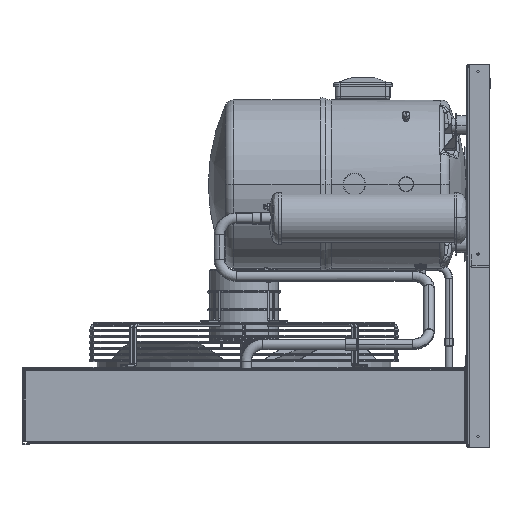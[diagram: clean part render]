
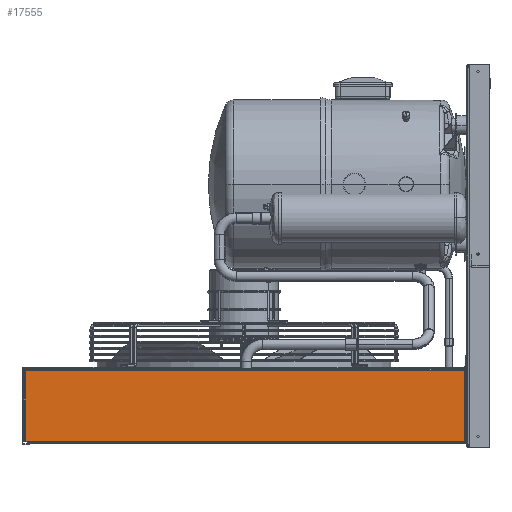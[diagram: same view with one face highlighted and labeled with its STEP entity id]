
A CAD part, left-side view. The second image highlights one B-rep face of the part: STEP entity #17555.
In plain terms, the highlighted face is planar.
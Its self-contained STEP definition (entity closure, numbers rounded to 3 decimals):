
#4196 = DIRECTION ( 'NONE',  ( 0., 1., 0. ) ) ;
#5759 = VECTOR ( 'NONE', #63512, 1000. ) ;
#5981 = ORIENTED_EDGE ( 'NONE', *, *, #38853, .T. ) ;
#11184 = LINE ( 'NONE', #98325, #5759 ) ;
#11815 = DIRECTION ( 'NONE',  ( -1., 0., 0. ) ) ;
#15920 = VECTOR ( 'NONE', #17860, 1000. ) ;
#16586 = VECTOR ( 'NONE', #105637, 1000. ) ;
#17555 = ADVANCED_FACE ( 'NONE', ( #68765 ), #66677, .T. ) ;
#17860 = DIRECTION ( 'NONE',  ( -1., 0., 0. ) ) ;
#20190 = CARTESIAN_POINT ( 'NONE',  ( 0., 448.2, 0. ) ) ;
#21127 = EDGE_CURVE ( 'NONE', #82642, #50080, #105818, .T. ) ;
#22019 = LINE ( 'NONE', #20190, #88150 ) ;
#34031 = AXIS2_PLACEMENT_3D ( 'NONE', #75405, #92736, #41064 ) ;
#34217 = CARTESIAN_POINT ( 'NONE',  ( -73.5, 448.2, 0. ) ) ;
#35187 = ORIENTED_EDGE ( 'NONE', *, *, #21127, .T. ) ;
#38853 = EDGE_CURVE ( 'NONE', #50080, #75516, #22019, .T. ) ;
#41064 = DIRECTION ( 'NONE',  ( 1., 0., 0. ) ) ;
#41490 = EDGE_CURVE ( 'NONE', #75516, #47896, #48294, .T. ) ;
#43199 = CARTESIAN_POINT ( 'NONE',  ( -73.5, 458.4, 0. ) ) ;
#44861 = CARTESIAN_POINT ( 'NONE',  ( -73.5, 0., 0. ) ) ;
#45478 = CARTESIAN_POINT ( 'NONE',  ( -74.4, 448.2, 0. ) ) ;
#47896 = VERTEX_POINT ( 'NONE', #65718 ) ;
#48294 = LINE ( 'NONE', #45478, #91455 ) ;
#50080 = VERTEX_POINT ( 'NONE', #34217 ) ;
#50425 = EDGE_CURVE ( 'NONE', #78413, #72359, #108625, .T. ) ;
#54175 = DIRECTION ( 'NONE',  ( 0., -1., 0. ) ) ;
#57788 = CARTESIAN_POINT ( 'NONE',  ( -74.4, 448.2, 0. ) ) ;
#63512 = DIRECTION ( 'NONE',  ( -1., 0., 0. ) ) ;
#63922 = ORIENTED_EDGE ( 'NONE', *, *, #41490, .T. ) ;
#64418 = ORIENTED_EDGE ( 'NONE', *, *, #92354, .T. ) ;
#65718 = CARTESIAN_POINT ( 'NONE',  ( -74.4, -458.4, 0. ) ) ;
#66677 = PLANE ( 'NONE',  #34031 ) ;
#68765 = FACE_OUTER_BOUND ( 'NONE', #76135, .T. ) ;
#72359 = VERTEX_POINT ( 'NONE', #78965 ) ;
#73057 = ORIENTED_EDGE ( 'NONE', *, *, #50425, .T. ) ;
#73754 = CARTESIAN_POINT ( 'NONE',  ( 74.4, -462., 0. ) ) ;
#75405 = CARTESIAN_POINT ( 'NONE',  ( 0., 0., 0. ) ) ;
#75516 = VERTEX_POINT ( 'NONE', #57788 ) ;
#76135 = EDGE_LOOP ( 'NONE', ( #73057, #64418, #35187, #5981, #63922, #109659 ) ) ;
#78030 = EDGE_CURVE ( 'NONE', #78413, #47896, #84781, .T. ) ;
#78269 = CARTESIAN_POINT ( 'NONE',  ( 74.4, -458.4, 0. ) ) ;
#78413 = VERTEX_POINT ( 'NONE', #92131 ) ;
#78965 = CARTESIAN_POINT ( 'NONE',  ( 74.4, 458.4, 0. ) ) ;
#82642 = VERTEX_POINT ( 'NONE', #43199 ) ;
#84781 = LINE ( 'NONE', #78269, #15920 ) ;
#88150 = VECTOR ( 'NONE', #11815, 1000. ) ;
#88229 = VECTOR ( 'NONE', #4196, 1000. ) ;
#91455 = VECTOR ( 'NONE', #54175, 1000. ) ;
#92131 = CARTESIAN_POINT ( 'NONE',  ( 74.4, -458.4, 0. ) ) ;
#92354 = EDGE_CURVE ( 'NONE', #72359, #82642, #11184, .T. ) ;
#92736 = DIRECTION ( 'NONE',  ( 0., 0., 1. ) ) ;
#98325 = CARTESIAN_POINT ( 'NONE',  ( 74.4, 458.4, 0. ) ) ;
#105637 = DIRECTION ( 'NONE',  ( 0., -1., 0. ) ) ;
#105818 = LINE ( 'NONE', #44861, #16586 ) ;
#108625 = LINE ( 'NONE', #73754, #88229 ) ;
#109659 = ORIENTED_EDGE ( 'NONE', *, *, #78030, .F. ) ;
